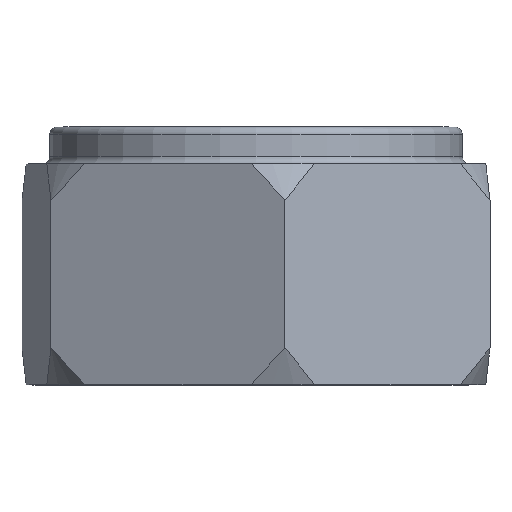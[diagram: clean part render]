
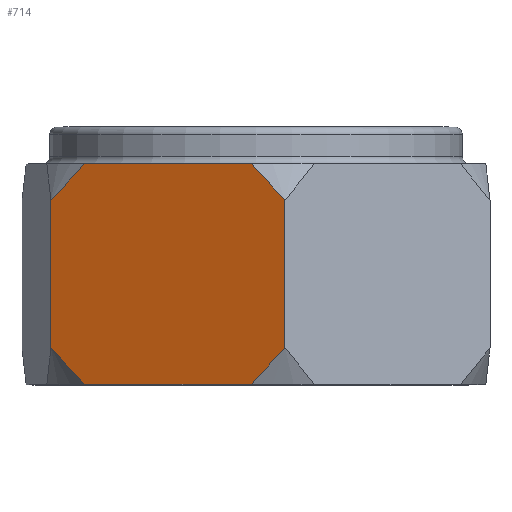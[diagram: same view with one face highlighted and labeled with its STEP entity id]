
A CAD part, top view. The second image highlights one B-rep face of the part: STEP entity #714.
In plain terms, the highlighted planar face has unit normal (-0.399, 0, 0.917).
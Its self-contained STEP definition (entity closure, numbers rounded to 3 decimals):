
#46=PLANE('',#783);
#86=FACE_OUTER_BOUND('',#130,.T.);
#130=EDGE_LOOP('',(#639,#640,#641,#642,#643,#644,#645,#646));
#192=B_SPLINE_CURVE_WITH_KNOTS('',3,(#2237,#2238,#2239,#2240,#2241,#2242),
 .UNSPECIFIED.,.F.,.F.,(4,2,4),(0.,0.018,0.141),
 .UNSPECIFIED.);
#193=B_SPLINE_CURVE_WITH_KNOTS('',3,(#2262,#2263,#2264,#2265,#2266,#2267),
 .UNSPECIFIED.,.F.,.F.,(4,2,4),(0.,0.071,0.141),
 .UNSPECIFIED.);
#206=B_SPLINE_CURVE_WITH_KNOTS('',3,(#2460,#2461,#2462,#2463,#2464,#2465),
 .UNSPECIFIED.,.F.,.F.,(4,2,4),(0.,0.024,0.141),
 .UNSPECIFIED.);
#207=B_SPLINE_CURVE_WITH_KNOTS('',3,(#2486,#2487,#2488,#2489,#2490,#2491),
 .UNSPECIFIED.,.F.,.F.,(4,2,4),(0.,0.071,0.141),
 .UNSPECIFIED.);
#228=LINE('',#2202,#258);
#238=LINE('',#2612,#268);
#241=LINE('',#2617,#271);
#242=LINE('',#2619,#272);
#258=VECTOR('',#874,10.);
#268=VECTOR('',#910,10.);
#271=VECTOR('',#917,10.);
#272=VECTOR('',#920,10.);
#313=VERTEX_POINT('',#2199);
#314=VERTEX_POINT('',#2201);
#318=VERTEX_POINT('',#2230);
#319=VERTEX_POINT('',#2261);
#328=VERTEX_POINT('',#2451);
#329=VERTEX_POINT('',#2458);
#330=VERTEX_POINT('',#2484);
#331=VERTEX_POINT('',#2485);
#399=EDGE_CURVE('',#313,#314,#228,.T.);
#406=EDGE_CURVE('',#313,#318,#192,.T.);
#407=EDGE_CURVE('',#319,#314,#193,.T.);
#422=EDGE_CURVE('',#328,#329,#206,.T.);
#423=EDGE_CURVE('',#330,#331,#207,.T.);
#442=EDGE_CURVE('',#329,#330,#238,.T.);
#445=EDGE_CURVE('',#331,#319,#241,.T.);
#446=EDGE_CURVE('',#328,#318,#242,.T.);
#639=ORIENTED_EDGE('',*,*,#407,.T.);
#640=ORIENTED_EDGE('',*,*,#399,.F.);
#641=ORIENTED_EDGE('',*,*,#406,.T.);
#642=ORIENTED_EDGE('',*,*,#446,.F.);
#643=ORIENTED_EDGE('',*,*,#422,.T.);
#644=ORIENTED_EDGE('',*,*,#442,.T.);
#645=ORIENTED_EDGE('',*,*,#423,.T.);
#646=ORIENTED_EDGE('',*,*,#445,.T.);
#714=ADVANCED_FACE('',(#86),#46,.T.);
#783=AXIS2_PLACEMENT_3D('',#2618,#918,#919);
#874=DIRECTION('',(0.917,0.,0.398));
#910=DIRECTION('',(0.917,0.,0.398));
#917=DIRECTION('',(0.,1.,0.));
#918=DIRECTION('center_axis',(-0.398,0.,0.917));
#919=DIRECTION('ref_axis',(0.917,0.,0.398));
#920=DIRECTION('',(0.,1.,0.));
#2199=CARTESIAN_POINT('',(-4.651,6.,4.521));
#2201=CARTESIAN_POINT('',(-0.131,6.,6.485));
#2202=CARTESIAN_POINT('',(-5.568,6.,4.123));
#2230=CARTESIAN_POINT('',(-5.568,5.,4.123));
#2237=CARTESIAN_POINT('Ctrl Pts',(-4.651,6.,4.521));
#2238=CARTESIAN_POINT('Ctrl Pts',(-4.689,5.959,4.505));
#2239=CARTESIAN_POINT('Ctrl Pts',(-4.727,5.917,4.488));
#2240=CARTESIAN_POINT('Ctrl Pts',(-5.032,5.584,4.356));
#2241=CARTESIAN_POINT('Ctrl Pts',(-5.3,5.292,4.239));
#2242=CARTESIAN_POINT('Ctrl Pts',(-5.568,5.,4.123));
#2261=CARTESIAN_POINT('',(0.786,5.,6.883));
#2262=CARTESIAN_POINT('Ctrl Pts',(0.786,5.,6.883));
#2263=CARTESIAN_POINT('Ctrl Pts',(0.634,5.167,6.817));
#2264=CARTESIAN_POINT('Ctrl Pts',(0.481,5.333,6.751));
#2265=CARTESIAN_POINT('Ctrl Pts',(0.175,5.667,6.618));
#2266=CARTESIAN_POINT('Ctrl Pts',(0.022,5.833,6.551));
#2267=CARTESIAN_POINT('Ctrl Pts',(-0.131,6.,6.485));
#2451=CARTESIAN_POINT('',(-5.568,1.,4.123));
#2458=CARTESIAN_POINT('',(-4.651,0.,4.521));
#2460=CARTESIAN_POINT('Ctrl Pts',(-5.568,1.,4.123));
#2461=CARTESIAN_POINT('Ctrl Pts',(-5.517,0.944,4.145));
#2462=CARTESIAN_POINT('Ctrl Pts',(-5.466,0.889,4.167));
#2463=CARTESIAN_POINT('Ctrl Pts',(-5.16,0.556,4.3));
#2464=CARTESIAN_POINT('Ctrl Pts',(-4.906,0.278,4.411));
#2465=CARTESIAN_POINT('Ctrl Pts',(-4.651,0.,
4.521));
#2484=CARTESIAN_POINT('',(-0.131,0.,6.485));
#2485=CARTESIAN_POINT('',(0.786,1.,6.883));
#2486=CARTESIAN_POINT('Ctrl Pts',(-0.131,0.,
6.485));
#2487=CARTESIAN_POINT('Ctrl Pts',(0.022,0.167,
6.551));
#2488=CARTESIAN_POINT('Ctrl Pts',(0.175,0.333,6.618));
#2489=CARTESIAN_POINT('Ctrl Pts',(0.481,0.667,6.751));
#2490=CARTESIAN_POINT('Ctrl Pts',(0.634,0.833,6.817));
#2491=CARTESIAN_POINT('Ctrl Pts',(0.786,1.,6.883));
#2612=CARTESIAN_POINT('',(-5.568,0.,4.123));
#2617=CARTESIAN_POINT('',(0.786,0.,6.883));
#2618=CARTESIAN_POINT('Origin',(-5.568,0.,4.123));
#2619=CARTESIAN_POINT('',(-5.568,0.,4.123));
